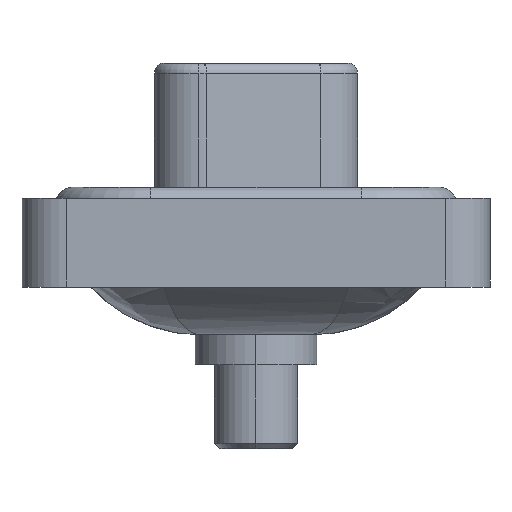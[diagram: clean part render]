
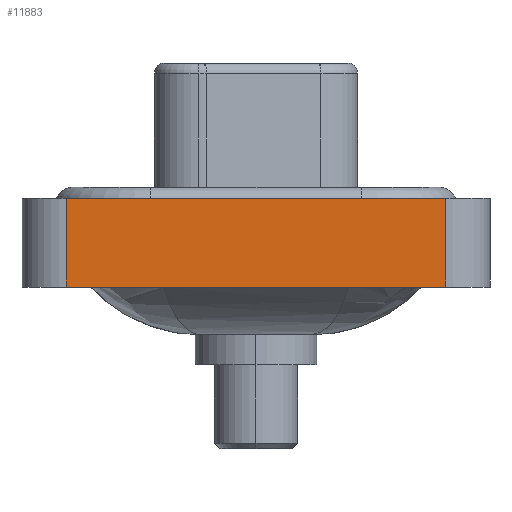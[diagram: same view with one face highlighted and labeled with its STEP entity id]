
A CAD part, left-side view. The second image highlights one B-rep face of the part: STEP entity #11883.
In plain terms, the highlighted planar face has unit normal (-1, 0, 0).
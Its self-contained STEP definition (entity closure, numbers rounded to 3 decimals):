
#130 = DIRECTION ( 'NONE',  ( -1., 0., 0. ) ) ;
#276 = EDGE_CURVE ( 'NONE', #5712, #11646, #14414, .T. ) ;
#560 = EDGE_LOOP ( 'NONE', ( #16944, #14758, #9317, #7068 ) ) ;
#2839 = CARTESIAN_POINT ( 'NONE',  ( -7.35, -8.55, 0.4 ) ) ;
#2913 = VECTOR ( 'NONE', #9235, 1000. ) ;
#3347 = DIRECTION ( 'NONE',  ( 0., -1., 0. ) ) ;
#3653 = VECTOR ( 'NONE', #3347, 1000. ) ;
#4971 = VECTOR ( 'NONE', #8184, 1000. ) ;
#5319 = CARTESIAN_POINT ( 'NONE',  ( -7.35, -8.55, 0.4 ) ) ;
#5712 = VERTEX_POINT ( 'NONE', #17341 ) ;
#5751 = CARTESIAN_POINT ( 'NONE',  ( -7.35, 8.55, 0.4 ) ) ;
#5787 = EDGE_CURVE ( 'NONE', #13518, #17224, #16433, .T. ) ;
#6766 = LINE ( 'NONE', #9328, #2913 ) ;
#7068 = ORIENTED_EDGE ( 'NONE', *, *, #276, .T. ) ;
#7507 = CARTESIAN_POINT ( 'NONE',  ( -7.35, -8.55, -3.6 ) ) ;
#8184 = DIRECTION ( 'NONE',  ( 0., 0., 1. ) ) ;
#8329 = PLANE ( 'NONE',  #18175 ) ;
#8419 = CARTESIAN_POINT ( 'NONE',  ( -7.35, -8.55, -3.6 ) ) ;
#9235 = DIRECTION ( 'NONE',  ( 0., 0., 1. ) ) ;
#9317 = ORIENTED_EDGE ( 'NONE', *, *, #12204, .F. ) ;
#9328 = CARTESIAN_POINT ( 'NONE',  ( -7.35, -8.55, -3.6 ) ) ;
#10304 = FACE_OUTER_BOUND ( 'NONE', #560, .T. ) ;
#11634 = CARTESIAN_POINT ( 'NONE',  ( -7.35, -8.55, -3.6 ) ) ;
#11646 = VERTEX_POINT ( 'NONE', #7507 ) ;
#11847 = EDGE_CURVE ( 'NONE', #11646, #17224, #6766, .T. ) ;
#11883 = ADVANCED_FACE ( 'NONE', ( #10304 ), #8329, .T. ) ;
#12204 = EDGE_CURVE ( 'NONE', #5712, #13518, #12421, .T. ) ;
#12421 = LINE ( 'NONE', #15006, #4971 ) ;
#12562 = DIRECTION ( 'NONE',  ( 0., 0., 1. ) ) ;
#12592 = DIRECTION ( 'NONE',  ( 0., -1., 0. ) ) ;
#13518 = VERTEX_POINT ( 'NONE', #5751 ) ;
#14414 = LINE ( 'NONE', #11634, #3653 ) ;
#14758 = ORIENTED_EDGE ( 'NONE', *, *, #5787, .F. ) ;
#15006 = CARTESIAN_POINT ( 'NONE',  ( -7.35, 8.55, -3.6 ) ) ;
#16433 = LINE ( 'NONE', #2839, #16568 ) ;
#16568 = VECTOR ( 'NONE', #12592, 1000. ) ;
#16944 = ORIENTED_EDGE ( 'NONE', *, *, #11847, .T. ) ;
#17224 = VERTEX_POINT ( 'NONE', #5319 ) ;
#17341 = CARTESIAN_POINT ( 'NONE',  ( -7.35, 8.55, -3.6 ) ) ;
#18175 = AXIS2_PLACEMENT_3D ( 'NONE', #8419, #130, #12562 ) ;
